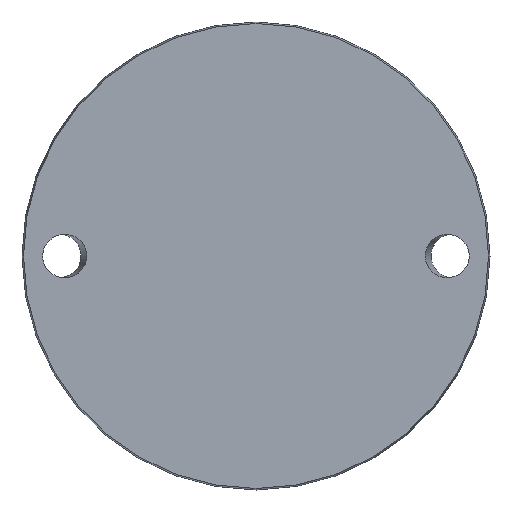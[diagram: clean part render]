
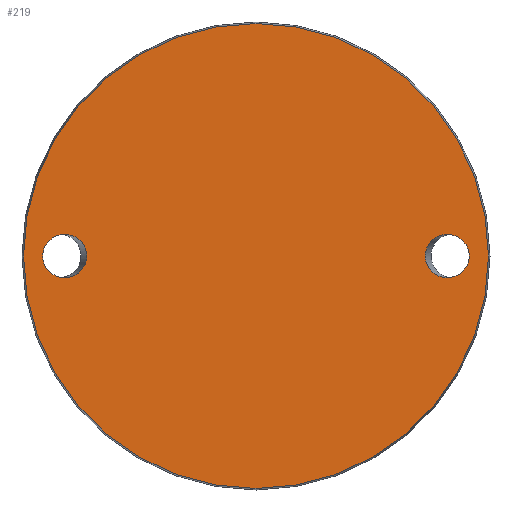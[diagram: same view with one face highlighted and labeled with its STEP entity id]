
A CAD part, front view. The second image highlights one B-rep face of the part: STEP entity #219.
In plain terms, the highlighted planar face has unit normal (0, -1, 0).
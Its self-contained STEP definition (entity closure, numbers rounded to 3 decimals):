
#3 = EDGE_CURVE ( 'NONE', #346, #346, #593, .T. ) ;
#9 = FACE_BOUND ( 'NONE', #139, .T. ) ;
#60 = EDGE_LOOP ( 'NONE', ( #253 ) ) ;
#90 = CARTESIAN_POINT ( 'NONE',  ( 64.385, 0., -16.5 ) ) ;
#117 = CARTESIAN_POINT ( 'NONE',  ( -64.385, 0., 16.5 ) ) ;
#119 = VERTEX_POINT ( 'NONE', #411 ) ;
#139 = EDGE_LOOP ( 'NONE', ( #806 ) ) ;
#166 = EDGE_LOOP ( 'NONE', ( #440 ) ) ;
#167 = CARTESIAN_POINT ( 'NONE',  ( 0., 0., 0. ) ) ;
#199 = CARTESIAN_POINT ( 'NONE',  ( -81.115, 0., 16.5 ) ) ;
#219 = ADVANCED_FACE ( 'NONE', ( #650, #9, #804 ), #251, .F. ) ;
#251 = PLANE ( 'NONE',  #838 ) ;
#253 = ORIENTED_EDGE ( 'NONE', *, *, #971, .T. ) ;
#254 = DIRECTION ( 'NONE',  ( 0., 0., -1. ) ) ;
#346 = VERTEX_POINT ( 'NONE', #738 ) ;
#399 = CARTESIAN_POINT ( 'NONE',  ( 81.115, 0., -16.5 ) ) ;
#411 = CARTESIAN_POINT ( 'NONE',  ( 64.385, 0., 0. ) ) ;
#425 = CARTESIAN_POINT ( 'NONE',  ( -64.385, 0., -16.5 ) ) ;
#429 = CIRCLE ( 'NONE', #450, 88.425 ) ;
#440 = ORIENTED_EDGE ( 'NONE', *, *, #3, .T. ) ;
#450 = AXIS2_PLACEMENT_3D ( 'NONE', #167, #718, #254 ) ;
#552 = CARTESIAN_POINT ( 'NONE',  ( -88.425, 0., 0. ) ) ;
#555 = DIRECTION ( 'NONE',  ( 0., 0., 1. ) ) ;
#562 = DIRECTION ( 'NONE',  ( 0., 1., 0. ) ) ;
#583 = EDGE_CURVE ( 'NONE', #119, #119, #993, .T. ) ;
#591 = CARTESIAN_POINT ( 'NONE',  ( 81.115, 0., 16.5 ) ) ;
#593 =( BOUNDED_CURVE ( )  B_SPLINE_CURVE ( 3, ( #740, #199, #117, #749, #425, #884, #830 ),
 .UNSPECIFIED., .T., .F. ) 
 B_SPLINE_CURVE_WITH_KNOTS ( ( 4, 3, 4 ),
 ( 0., 3.142, 6.283 ),
 .UNSPECIFIED. ) 
 CURVE ( )  GEOMETRIC_REPRESENTATION_ITEM ( )  RATIONAL_B_SPLINE_CURVE ( ( 1., 0.333, 0.333, 1., 0.333, 0.333, 1. ) ) 
 REPRESENTATION_ITEM ( '' )  );
#650 = FACE_BOUND ( 'NONE', #166, .T. ) ;
#667 = CARTESIAN_POINT ( 'NONE',  ( 0., 0., -88.425 ) ) ;
#718 = DIRECTION ( 'NONE',  ( 0., -1., 0. ) ) ;
#738 = CARTESIAN_POINT ( 'NONE',  ( -81.115, 0., 0. ) ) ;
#740 = CARTESIAN_POINT ( 'NONE',  ( -81.115, 0., 0. ) ) ;
#749 = CARTESIAN_POINT ( 'NONE',  ( -64.385, 0., 0. ) ) ;
#787 = CARTESIAN_POINT ( 'NONE',  ( 64.385, 0., 0. ) ) ;
#804 = FACE_OUTER_BOUND ( 'NONE', #60, .T. ) ;
#806 = ORIENTED_EDGE ( 'NONE', *, *, #583, .F. ) ;
#830 = CARTESIAN_POINT ( 'NONE',  ( -81.115, 0., 0. ) ) ;
#838 = AXIS2_PLACEMENT_3D ( 'NONE', #552, #562, #555 ) ;
#881 = VERTEX_POINT ( 'NONE', #667 ) ;
#884 = CARTESIAN_POINT ( 'NONE',  ( -81.115, 0., -16.5 ) ) ;
#959 = CARTESIAN_POINT ( 'NONE',  ( 81.115, 0., 0. ) ) ;
#969 = CARTESIAN_POINT ( 'NONE',  ( 64.385, 0., 16.5 ) ) ;
#971 = EDGE_CURVE ( 'NONE', #881, #881, #429, .T. ) ;
#974 = CARTESIAN_POINT ( 'NONE',  ( 64.385, 0., 0. ) ) ;
#993 =( BOUNDED_CURVE ( )  B_SPLINE_CURVE ( 3, ( #787, #90, #399, #959, #591, #969, #974 ),
 .UNSPECIFIED., .T., .T. ) 
 B_SPLINE_CURVE_WITH_KNOTS ( ( 4, 3, 4 ),
 ( 0., 3.142, 6.283 ),
 .UNSPECIFIED. ) 
 CURVE ( )  GEOMETRIC_REPRESENTATION_ITEM ( )  RATIONAL_B_SPLINE_CURVE ( ( 1., 0.333, 0.333, 1., 0.333, 0.333, 1. ) ) 
 REPRESENTATION_ITEM ( '' )  );
